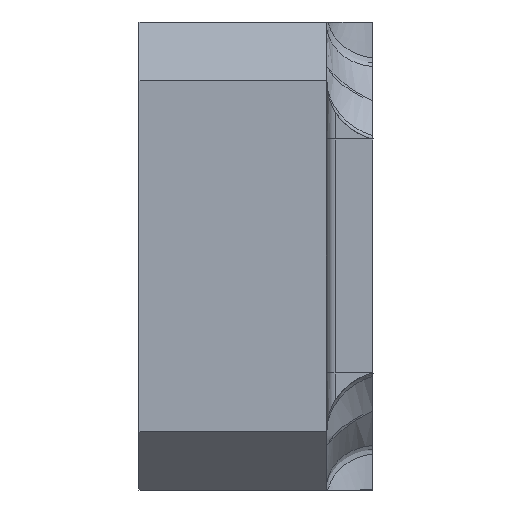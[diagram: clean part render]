
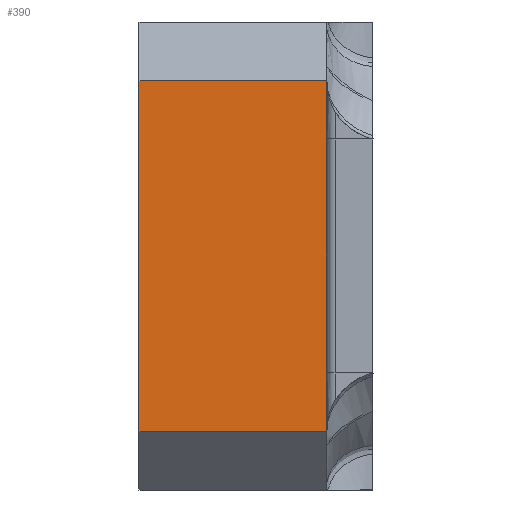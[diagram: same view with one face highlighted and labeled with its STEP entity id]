
A CAD part, left-side view. The second image highlights one B-rep face of the part: STEP entity #390.
In plain terms, the highlighted planar face has unit normal (-1, 0, 0).
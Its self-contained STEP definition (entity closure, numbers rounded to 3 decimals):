
#128 = LINE ( 'NONE', #2065, #2956 ) ;
#153 = EDGE_CURVE ( 'NONE', #4215, #3695, #128, .T. ) ;
#268 = DIRECTION ( 'NONE',  ( 0., 0., -1. ) ) ;
#338 = VERTEX_POINT ( 'NONE', #4839 ) ;
#390 = ADVANCED_FACE ( 'NONE', ( #4668 ), #796, .T. ) ;
#590 = CARTESIAN_POINT ( 'NONE',  ( -2., 2., -1.5 ) ) ;
#683 = ORIENTED_EDGE ( 'NONE', *, *, #1698, .F. ) ;
#758 = CARTESIAN_POINT ( 'NONE',  ( -2., -5.657, -1.5 ) ) ;
#796 = PLANE ( 'NONE',  #1962 ) ;
#808 = ORIENTED_EDGE ( 'NONE', *, *, #1156, .F. ) ;
#970 = LINE ( 'NONE', #1712, #1035 ) ;
#1035 = VECTOR ( 'NONE', #3599, 1000. ) ;
#1156 = EDGE_CURVE ( 'NONE', #4154, #338, #970, .T. ) ;
#1180 = DIRECTION ( 'NONE',  ( -1., 0., 0. ) ) ;
#1191 = EDGE_CURVE ( 'NONE', #4215, #4154, #4476, .T. ) ;
#1326 = DIRECTION ( 'NONE',  ( 0., 1., 0. ) ) ;
#1381 = VECTOR ( 'NONE', #1740, 1000. ) ;
#1553 = DIRECTION ( 'NONE',  ( 0., 0., 1. ) ) ;
#1554 = VECTOR ( 'NONE', #268, 1000. ) ;
#1637 = ORIENTED_EDGE ( 'NONE', *, *, #1191, .F. ) ;
#1698 = EDGE_CURVE ( 'NONE', #338, #3695, #4070, .T. ) ;
#1712 = CARTESIAN_POINT ( 'NONE',  ( -2., -5.657, -1.5 ) ) ;
#1740 = DIRECTION ( 'NONE',  ( 0., 0., 1. ) ) ;
#1962 = AXIS2_PLACEMENT_3D ( 'NONE', #758, #1180, #1553 ) ;
#1988 = CARTESIAN_POINT ( 'NONE',  ( -2., 2., 1.5 ) ) ;
#2065 = CARTESIAN_POINT ( 'NONE',  ( -2., -5.657, 1.5 ) ) ;
#2599 = CARTESIAN_POINT ( 'NONE',  ( -2., 0.4, -1.5 ) ) ;
#2886 = CARTESIAN_POINT ( 'NONE',  ( -2., 0.4, -1.5 ) ) ;
#2956 = VECTOR ( 'NONE', #1326, 1000. ) ;
#3026 = ORIENTED_EDGE ( 'NONE', *, *, #153, .T. ) ;
#3599 = DIRECTION ( 'NONE',  ( 0., 1., 0. ) ) ;
#3695 = VERTEX_POINT ( 'NONE', #1988 ) ;
#4070 = LINE ( 'NONE', #590, #1381 ) ;
#4154 = VERTEX_POINT ( 'NONE', #2886 ) ;
#4215 = VERTEX_POINT ( 'NONE', #4804 ) ;
#4476 = LINE ( 'NONE', #2599, #1554 ) ;
#4668 = FACE_OUTER_BOUND ( 'NONE', #4870, .T. ) ;
#4804 = CARTESIAN_POINT ( 'NONE',  ( -2., 0.4, 1.5 ) ) ;
#4839 = CARTESIAN_POINT ( 'NONE',  ( -2., 2., -1.5 ) ) ;
#4870 = EDGE_LOOP ( 'NONE', ( #1637, #3026, #683, #808 ) ) ;
